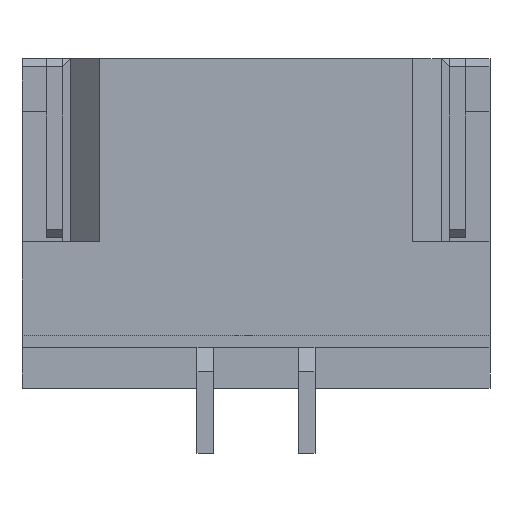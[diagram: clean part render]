
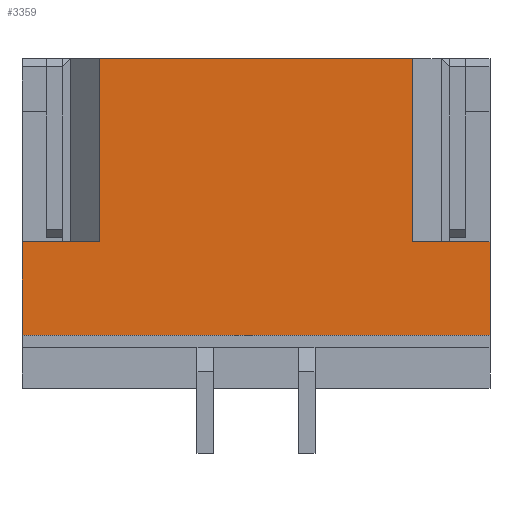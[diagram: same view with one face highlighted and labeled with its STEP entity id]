
A CAD part, front view. The second image highlights one B-rep face of the part: STEP entity #3359.
In plain terms, the highlighted planar face has unit normal (0, -1, 0).
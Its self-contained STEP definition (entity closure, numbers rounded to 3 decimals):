
#137=FACE_OUTER_BOUND('',#312,.T.);
#312=EDGE_LOOP('',(#2599,#2600,#2601,#2602,#2603,#2604,#2605,#2606));
#490=LINE('',#4709,#955);
#493=LINE('',#4714,#958);
#527=LINE('',#4780,#992);
#669=LINE('',#5075,#1134);
#670=LINE('',#5077,#1135);
#671=LINE('',#5079,#1136);
#672=LINE('',#5081,#1137);
#673=LINE('',#5082,#1138);
#955=VECTOR('',#3802,1000.);
#958=VECTOR('',#3807,1000.);
#992=VECTOR('',#3863,1000.);
#1134=VECTOR('',#4129,1000.);
#1135=VECTOR('',#4130,1000.);
#1136=VECTOR('',#4131,1000.);
#1137=VECTOR('',#4132,1000.);
#1138=VECTOR('',#4133,1000.);
#1407=VERTEX_POINT('',#4706);
#1408=VERTEX_POINT('',#4708);
#1409=VERTEX_POINT('',#4712);
#1430=VERTEX_POINT('',#4778);
#1521=VERTEX_POINT('',#5074);
#1522=VERTEX_POINT('',#5076);
#1523=VERTEX_POINT('',#5078);
#1524=VERTEX_POINT('',#5080);
#1736=EDGE_CURVE('',#1407,#1408,#490,.T.);
#1739=EDGE_CURVE('',#1407,#1409,#493,.T.);
#1773=EDGE_CURVE('',#1430,#1409,#527,.T.);
#1923=EDGE_CURVE('',#1430,#1521,#669,.T.);
#1924=EDGE_CURVE('',#1521,#1522,#670,.T.);
#1925=EDGE_CURVE('',#1523,#1522,#671,.T.);
#1926=EDGE_CURVE('',#1523,#1524,#672,.T.);
#1927=EDGE_CURVE('',#1524,#1408,#673,.T.);
#2599=ORIENTED_EDGE('',*,*,#1923,.T.);
#2600=ORIENTED_EDGE('',*,*,#1924,.T.);
#2601=ORIENTED_EDGE('',*,*,#1925,.F.);
#2602=ORIENTED_EDGE('',*,*,#1926,.T.);
#2603=ORIENTED_EDGE('',*,*,#1927,.T.);
#2604=ORIENTED_EDGE('',*,*,#1736,.F.);
#2605=ORIENTED_EDGE('',*,*,#1739,.T.);
#2606=ORIENTED_EDGE('',*,*,#1773,.F.);
#3187=PLANE('',#3558);
#3359=ADVANCED_FACE('',(#137),#3187,.F.);
#3558=AXIS2_PLACEMENT_3D('',#5073,#4127,#4128);
#3802=DIRECTION('',(0.,0.,1.));
#3807=DIRECTION('',(-1.,0.,0.));
#3863=DIRECTION('',(0.,0.,1.));
#4127=DIRECTION('center_axis',(0.,1.,0.));
#4128=DIRECTION('ref_axis',(1.,0.,0.));
#4129=DIRECTION('',(1.,0.,0.));
#4130=DIRECTION('',(0.,0.,1.));
#4131=DIRECTION('',(1.,0.,0.));
#4132=DIRECTION('',(0.,0.,1.));
#4133=DIRECTION('',(-1.,0.,0.));
#4706=CARTESIAN_POINT('',(-3.175,0.1,-2.25));
#4708=CARTESIAN_POINT('',(-3.175,0.1,0.));
#4709=CARTESIAN_POINT('',(-3.175,0.1,-2.82));
#4712=CARTESIAN_POINT('',(-4.125,0.1,-2.25));
#4714=CARTESIAN_POINT('',(-4.125,0.1,-2.25));
#4778=CARTESIAN_POINT('',(-4.125,0.1,-3.4));
#4780=CARTESIAN_POINT('',(-4.125,0.1,0.));
#5073=CARTESIAN_POINT('Origin',(-6.625,0.1,0.));
#5074=CARTESIAN_POINT('',(1.625,0.1,-3.4));
#5075=CARTESIAN_POINT('',(-6.625,0.1,-3.4));
#5076=CARTESIAN_POINT('',(1.625,0.1,-2.25));
#5077=CARTESIAN_POINT('',(1.625,0.1,0.));
#5078=CARTESIAN_POINT('',(0.675,0.1,-2.25));
#5079=CARTESIAN_POINT('',(1.625,0.1,-2.25));
#5080=CARTESIAN_POINT('',(0.675,0.1,0.));
#5081=CARTESIAN_POINT('',(0.675,0.1,-2.82));
#5082=CARTESIAN_POINT('',(-6.625,0.1,0.));
